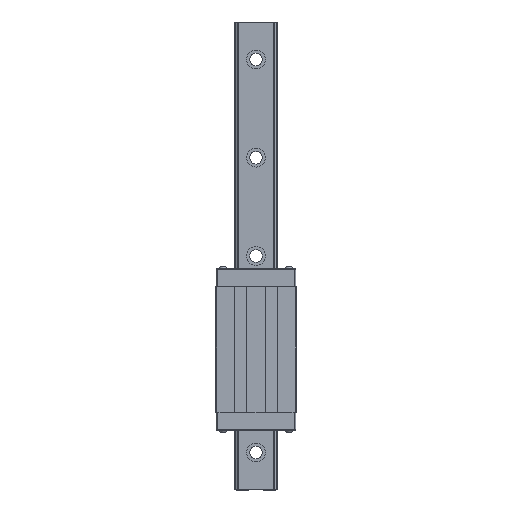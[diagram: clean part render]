
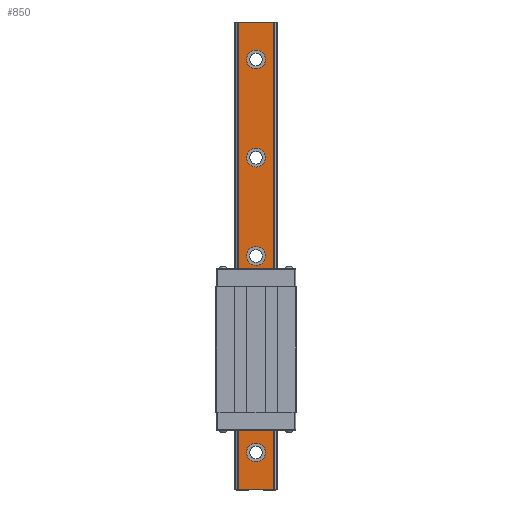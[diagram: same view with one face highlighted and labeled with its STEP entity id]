
A CAD part, top view. The second image highlights one B-rep face of the part: STEP entity #850.
In plain terms, the highlighted planar face has unit normal (0, 0, 1).
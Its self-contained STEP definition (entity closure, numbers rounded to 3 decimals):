
#850=ADVANCED_FACE('',(#2358,#2359,#2360,#2361,#2362,#2363),#2364,.T.);
#2358=FACE_BOUND('',#4598,.T.);
#2359=FACE_BOUND('',#4599,.T.);
#2360=FACE_BOUND('',#4600,.T.);
#2361=FACE_BOUND('',#4601,.T.);
#2362=FACE_BOUND('',#4602,.T.);
#2363=FACE_OUTER_BOUND('',#4603,.T.);
#2364=PLANE('',#4604);
#4598=EDGE_LOOP('',(#7051,#7052));
#4599=EDGE_LOOP('',(#7053,#7054));
#4600=EDGE_LOOP('',(#7055,#7056));
#4601=EDGE_LOOP('',(#7057,#7058));
#4602=EDGE_LOOP('',(#7059,#7060));
#4603=EDGE_LOOP('',(#7061,#7062,#7063,#7064));
#4604=AXIS2_PLACEMENT_3D('',#7065,#7066,#7067);
#7051=ORIENTED_EDGE('',*,*,#13094,.T.);
#7052=ORIENTED_EDGE('',*,*,#13080,.T.);
#7053=ORIENTED_EDGE('',*,*,#13101,.T.);
#7054=ORIENTED_EDGE('',*,*,#13070,.T.);
#7055=ORIENTED_EDGE('',*,*,#13108,.T.);
#7056=ORIENTED_EDGE('',*,*,#13060,.T.);
#7057=ORIENTED_EDGE('',*,*,#13115,.T.);
#7058=ORIENTED_EDGE('',*,*,#13050,.T.);
#7059=ORIENTED_EDGE('',*,*,#13122,.T.);
#7060=ORIENTED_EDGE('',*,*,#13040,.T.);
#7061=ORIENTED_EDGE('',*,*,#13220,.T.);
#7062=ORIENTED_EDGE('',*,*,#13221,.F.);
#7063=ORIENTED_EDGE('',*,*,#13222,.F.);
#7064=ORIENTED_EDGE('',*,*,#13217,.T.);
#7065=CARTESIAN_POINT('',(0.0,0.,34.2));
#7066=DIRECTION('',(-0.0,0.,1.0));
#7067=DIRECTION('',(1.0,0.0,0.0));
#13040=EDGE_CURVE('',#15542,#15539,#15543,.T.);
#13050=EDGE_CURVE('',#15560,#15557,#15561,.T.);
#13060=EDGE_CURVE('',#15578,#15575,#15579,.T.);
#13070=EDGE_CURVE('',#15596,#15593,#15597,.T.);
#13080=EDGE_CURVE('',#15614,#15611,#15615,.T.);
#13094=EDGE_CURVE('',#15611,#15614,#15634,.T.);
#13101=EDGE_CURVE('',#15593,#15596,#15641,.T.);
#13108=EDGE_CURVE('',#15575,#15578,#15648,.T.);
#13115=EDGE_CURVE('',#15557,#15560,#15655,.T.);
#13122=EDGE_CURVE('',#15539,#15542,#15662,.T.);
#13217=EDGE_CURVE('',#15804,#15802,#15805,.T.);
#13220=EDGE_CURVE('',#15802,#15808,#15809,.T.);
#13221=EDGE_CURVE('',#15810,#15808,#15811,.T.);
#13222=EDGE_CURVE('',#15804,#15810,#15812,.T.);
#15539=VERTEX_POINT('',#19195);
#15542=VERTEX_POINT('',#19199);
#15543=CIRCLE('',#19200,10.0);
#15557=VERTEX_POINT('',#19217);
#15560=VERTEX_POINT('',#19221);
#15561=CIRCLE('',#19222,10.0);
#15575=VERTEX_POINT('',#19239);
#15578=VERTEX_POINT('',#19243);
#15579=CIRCLE('',#19244,10.0);
#15593=VERTEX_POINT('',#19261);
#15596=VERTEX_POINT('',#19265);
#15597=CIRCLE('',#19266,10.0);
#15611=VERTEX_POINT('',#19283);
#15614=VERTEX_POINT('',#19287);
#15615=CIRCLE('',#19288,10.0);
#15634=CIRCLE('',#19310,10.0);
#15641=CIRCLE('',#19317,10.0);
#15648=CIRCLE('',#19324,10.0);
#15655=CIRCLE('',#19331,10.0);
#15662=CIRCLE('',#19338,10.0);
#15802=VERTEX_POINT('',#19525);
#15804=VERTEX_POINT('',#19528);
#15805=LINE('',#19529,#19530);
#15808=VERTEX_POINT('',#19534);
#15809=LINE('',#19535,#19536);
#15810=VERTEX_POINT('',#19537);
#15811=LINE('',#19538,#19539);
#15812=LINE('',#19540,#19541);
#19195=CARTESIAN_POINT('',(10.0,40.0,34.2));
#19199=CARTESIAN_POINT('',(-10.0,40.0,34.2));
#19200=AXIS2_PLACEMENT_3D('',#24371,#24372,#24373);
#19217=CARTESIAN_POINT('',(10.0,145.0,34.2));
#19221=CARTESIAN_POINT('',(-10.0,145.0,34.2));
#19222=AXIS2_PLACEMENT_3D('',#24387,#24388,#24389);
#19239=CARTESIAN_POINT('',(10.0,250.0,34.2));
#19243=CARTESIAN_POINT('',(-10.0,250.0,34.2));
#19244=AXIS2_PLACEMENT_3D('',#24403,#24404,#24405);
#19261=CARTESIAN_POINT('',(10.0,355.0,34.2));
#19265=CARTESIAN_POINT('',(-10.0,355.0,34.2));
#19266=AXIS2_PLACEMENT_3D('',#24419,#24420,#24421);
#19283=CARTESIAN_POINT('',(10.0,460.0,34.2));
#19287=CARTESIAN_POINT('',(-10.0,460.0,34.2));
#19288=AXIS2_PLACEMENT_3D('',#24435,#24436,#24437);
#19310=AXIS2_PLACEMENT_3D('',#24459,#24460,#24461);
#19317=AXIS2_PLACEMENT_3D('',#24471,#24472,#24473);
#19324=AXIS2_PLACEMENT_3D('',#24483,#24484,#24485);
#19331=AXIS2_PLACEMENT_3D('',#24495,#24496,#24497);
#19338=AXIS2_PLACEMENT_3D('',#24507,#24508,#24509);
#19525=CARTESIAN_POINT('',(18.7,500.0,34.2));
#19528=CARTESIAN_POINT('',(18.7,0.,34.2));
#19529=CARTESIAN_POINT('',(18.7,0.,34.2));
#19530=VECTOR('',#24624,1.0);
#19534=CARTESIAN_POINT('',(-18.7,500.0,34.2));
#19535=CARTESIAN_POINT('',(18.7,500.0,34.2));
#19536=VECTOR('',#24626,1.0);
#19537=CARTESIAN_POINT('',(-18.7,0.,34.2));
#19538=CARTESIAN_POINT('',(-18.7,0.,34.2));
#19539=VECTOR('',#24627,1.0);
#19540=CARTESIAN_POINT('',(18.7,0.,34.2));
#19541=VECTOR('',#24628,1.0);
#24371=CARTESIAN_POINT('',(0.0,40.0,34.2));
#24372=DIRECTION('',(0.0,0.,-1.0));
#24373=DIRECTION('',(1.0,0.0,0.0));
#24387=CARTESIAN_POINT('',(0.0,145.0,34.2));
#24388=DIRECTION('',(0.0,0.,-1.0));
#24389=DIRECTION('',(1.0,0.0,0.0));
#24403=CARTESIAN_POINT('',(0.0,250.0,34.2));
#24404=DIRECTION('',(0.0,0.,-1.0));
#24405=DIRECTION('',(1.0,0.0,0.0));
#24419=CARTESIAN_POINT('',(0.0,355.0,34.2));
#24420=DIRECTION('',(0.0,0.,-1.0));
#24421=DIRECTION('',(1.0,0.0,0.0));
#24435=CARTESIAN_POINT('',(0.0,460.0,34.2));
#24436=DIRECTION('',(0.0,0.,-1.0));
#24437=DIRECTION('',(1.0,0.0,0.0));
#24459=CARTESIAN_POINT('',(0.0,460.0,34.2));
#24460=DIRECTION('',(0.0,0.,-1.0));
#24461=DIRECTION('',(1.0,0.0,0.0));
#24471=CARTESIAN_POINT('',(0.0,355.0,34.2));
#24472=DIRECTION('',(0.0,0.,-1.0));
#24473=DIRECTION('',(1.0,0.0,0.0));
#24483=CARTESIAN_POINT('',(0.0,250.0,34.2));
#24484=DIRECTION('',(0.0,0.,-1.0));
#24485=DIRECTION('',(1.0,0.0,0.0));
#24495=CARTESIAN_POINT('',(0.0,145.0,34.2));
#24496=DIRECTION('',(0.0,0.,-1.0));
#24497=DIRECTION('',(1.0,0.0,0.0));
#24507=CARTESIAN_POINT('',(0.0,40.0,34.2));
#24508=DIRECTION('',(0.0,0.,-1.0));
#24509=DIRECTION('',(1.0,0.0,0.0));
#24624=DIRECTION('',(0.0,1.0,0.));
#24626=DIRECTION('',(-1.0,0.0,0.0));
#24627=DIRECTION('',(0.0,1.0,0.));
#24628=DIRECTION('',(-1.0,0.0,0.0));
